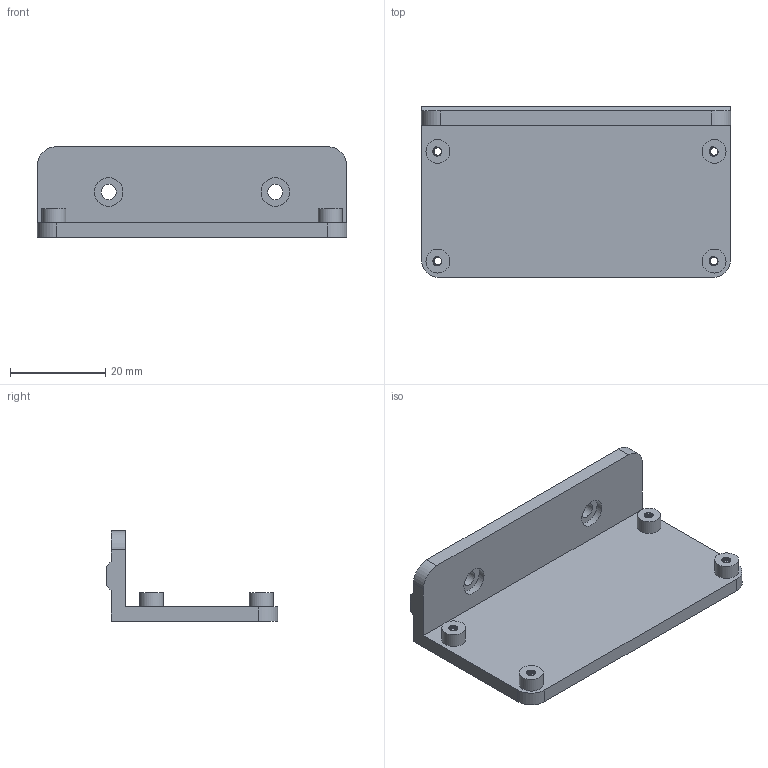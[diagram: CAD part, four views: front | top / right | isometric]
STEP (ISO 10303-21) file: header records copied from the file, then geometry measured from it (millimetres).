
FILE_DESCRIPTION(/* description */ (''),/* implementation_level */ '2;1');
FILE_NAME(/* name */ 'PiZeroMount v1.step',/* time_stamp */ '2019-02-02T10:03:37-08:00',/* author */ ('alecAS9MY'),/* organization */ (''),/* preprocessor_version */ 'ST-DEVELOPER v17.2',/* originating_system */ 'Autodesk Translation Framework v7.6.0.251',/* authorisation */ '');
FILE_SCHEMA (('AUTOMOTIVE_DESIGN { 1 0 10303 214 3 1 1 }'));
Length unit declared in the file: millimetre
Products named in the file (2): PiZeroMount; PiMount
Assembly tree (1 placements, depth 2):
  PiZeroMount
    PiMount
Bounding box: 65 x 36 x 19 mm (x, y, z)
Volume: 10288.1 mm3; surface area: 7961.7 mm2
Topology: 5 solids, 5 shells, 202 faces, 538 edges, 348 vertices
Faces by surface type: cylinder 164, plane 22, bspline 16
Full cylindrical faces by diameter (mm): 1.623 x56, 2.074 x72, 3.2 x2, 5 x4, 6 x2
Entity records: 15195 total; most frequent: CARTESIAN_POINT 10667, ORIENTED_EDGE 1076, DIRECTION 684, EDGE_CURVE 538, VERTEX_POINT 348, B_SPLINE_CURVE_WITH_KNOTS 296, AXIS2_PLACEMENT_3D 253, EDGE_LOOP 224
